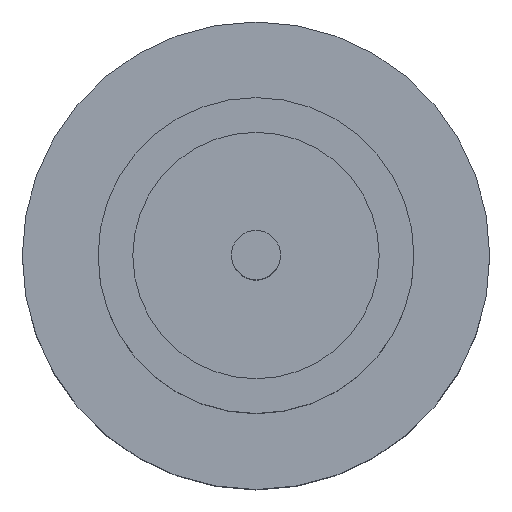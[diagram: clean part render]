
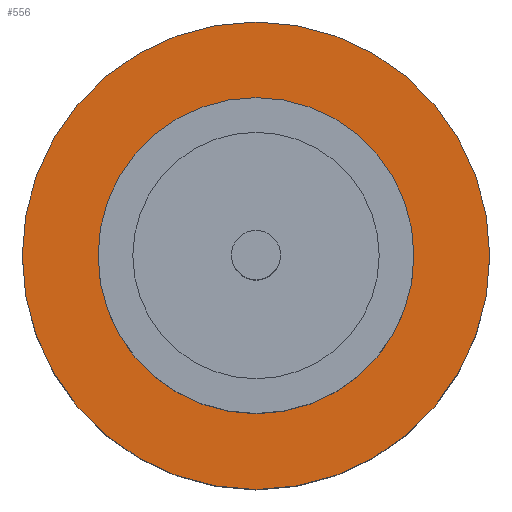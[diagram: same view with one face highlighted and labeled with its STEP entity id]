
A CAD part, top view. The second image highlights one B-rep face of the part: STEP entity #556.
In plain terms, the highlighted planar face has unit normal (0, 0, 1).
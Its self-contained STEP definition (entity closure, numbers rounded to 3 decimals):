
#31 = EDGE_CURVE ( 'NONE', #395, #536, #364, .T. ) ;
#66 = DIRECTION ( 'NONE',  ( 0., 0., 1. ) ) ;
#121 = PLANE ( 'NONE',  #728 ) ;
#145 = EDGE_LOOP ( 'NONE', ( #619, #222 ) ) ;
#150 = CIRCLE ( 'NONE', #151, 1.85 ) ;
#151 = AXIS2_PLACEMENT_3D ( 'NONE', #742, #633, #581 ) ;
#172 = CIRCLE ( 'NONE', #178, 1.25 ) ;
#178 = AXIS2_PLACEMENT_3D ( 'NONE', #443, #446, #651 ) ;
#185 = CARTESIAN_POINT ( 'NONE',  ( -1.85, 0., 1.55 ) ) ;
#207 = CARTESIAN_POINT ( 'NONE',  ( 1.25, 0., 1.55 ) ) ;
#217 = CARTESIAN_POINT ( 'NONE',  ( 0., 0., 1.55 ) ) ;
#222 = ORIENTED_EDGE ( 'NONE', *, *, #831, .F. ) ;
#238 = CARTESIAN_POINT ( 'NONE',  ( 1.85, 0., 1.55 ) ) ;
#267 = CIRCLE ( 'NONE', #298, 1.85 ) ;
#272 = ORIENTED_EDGE ( 'NONE', *, *, #700, .T. ) ;
#298 = AXIS2_PLACEMENT_3D ( 'NONE', #609, #602, #674 ) ;
#304 = VERTEX_POINT ( 'NONE', #238 ) ;
#309 = VERTEX_POINT ( 'NONE', #185 ) ;
#364 = CIRCLE ( 'NONE', #388, 1.25 ) ;
#383 = CARTESIAN_POINT ( 'NONE',  ( -1.25, 0., 1.55 ) ) ;
#388 = AXIS2_PLACEMENT_3D ( 'NONE', #217, #552, #734 ) ;
#395 = VERTEX_POINT ( 'NONE', #207 ) ;
#418 = ORIENTED_EDGE ( 'NONE', *, *, #517, .T. ) ;
#433 = EDGE_LOOP ( 'NONE', ( #418, #272 ) ) ;
#443 = CARTESIAN_POINT ( 'NONE',  ( 0., 0., 1.55 ) ) ;
#446 = DIRECTION ( 'NONE',  ( 0., 0., 1. ) ) ;
#487 = FACE_OUTER_BOUND ( 'NONE', #433, .T. ) ;
#517 = EDGE_CURVE ( 'NONE', #309, #304, #267, .T. ) ;
#536 = VERTEX_POINT ( 'NONE', #383 ) ;
#552 = DIRECTION ( 'NONE',  ( 0., 0., 1. ) ) ;
#556 = ADVANCED_FACE ( 'NONE', ( #694, #487 ), #121, .T. ) ;
#581 = DIRECTION ( 'NONE',  ( 1., 0., 0. ) ) ;
#602 = DIRECTION ( 'NONE',  ( 0., 0., 1. ) ) ;
#609 = CARTESIAN_POINT ( 'NONE',  ( 0., 0., 1.55 ) ) ;
#619 = ORIENTED_EDGE ( 'NONE', *, *, #31, .F. ) ;
#633 = DIRECTION ( 'NONE',  ( 0., 0., 1. ) ) ;
#651 = DIRECTION ( 'NONE',  ( 1., 0., 0. ) ) ;
#669 = DIRECTION ( 'NONE',  ( 1., 0., 0. ) ) ;
#674 = DIRECTION ( 'NONE',  ( 1., 0., 0. ) ) ;
#694 = FACE_BOUND ( 'NONE', #145, .T. ) ;
#700 = EDGE_CURVE ( 'NONE', #304, #309, #150, .T. ) ;
#728 = AXIS2_PLACEMENT_3D ( 'NONE', #854, #66, #669 ) ;
#734 = DIRECTION ( 'NONE',  ( 1., 0., 0. ) ) ;
#742 = CARTESIAN_POINT ( 'NONE',  ( 0., 0., 1.55 ) ) ;
#831 = EDGE_CURVE ( 'NONE', #536, #395, #172, .T. ) ;
#854 = CARTESIAN_POINT ( 'NONE',  ( 0., 0., 1.55 ) ) ;
